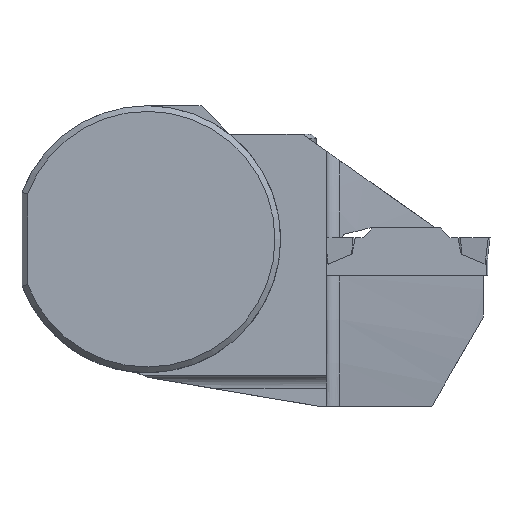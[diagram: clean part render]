
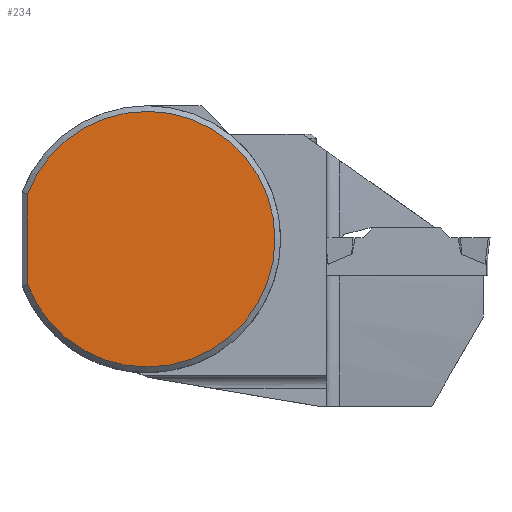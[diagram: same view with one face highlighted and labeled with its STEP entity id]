
A CAD part, top view. The second image highlights one B-rep face of the part: STEP entity #234.
In plain terms, the highlighted planar face has unit normal (0, 0, 1).
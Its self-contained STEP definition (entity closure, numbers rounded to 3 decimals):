
#177=CIRCLE('',#1487,15.325);
#234=ADVANCED_FACE('',(#348),#284,.F.);
#284=PLANE('',#1490);
#348=FACE_OUTER_BOUND('',#414,.T.);
#414=EDGE_LOOP('',(#742,#743));
#742=ORIENTED_EDGE('',*,*,#1067,.F.);
#743=ORIENTED_EDGE('',*,*,#1075,.T.);
#898=VERTEX_POINT('',#2433);
#899=VERTEX_POINT('',#2438);
#1067=EDGE_CURVE('',#899,#898,#1188,.T.);
#1075=EDGE_CURVE('',#899,#898,#177,.T.);
#1188=LINE('',#2439,#1310);
#1310=VECTOR('',#1796,1.);
#1487=AXIS2_PLACEMENT_3D('',#2456,#1817,#1818);
#1490=AXIS2_PLACEMENT_3D('',#2459,#1823,#1824);
#1796=DIRECTION('',(0.,1.,0.));
#1817=DIRECTION('',(0.,0.,1.));
#1818=DIRECTION('',(1.,0.,0.));
#1823=DIRECTION('',(0.,0.,-1.));
#1824=DIRECTION('',(1.,0.,0.));
#2433=CARTESIAN_POINT('',(-14.325,5.445,0.));
#2438=CARTESIAN_POINT('',(-14.325,-5.445,0.));
#2439=CARTESIAN_POINT('',(-14.325,16.,0.));
#2456=CARTESIAN_POINT('',(0.,0.,0.));
#2459=CARTESIAN_POINT('',(0.,0.,0.));
